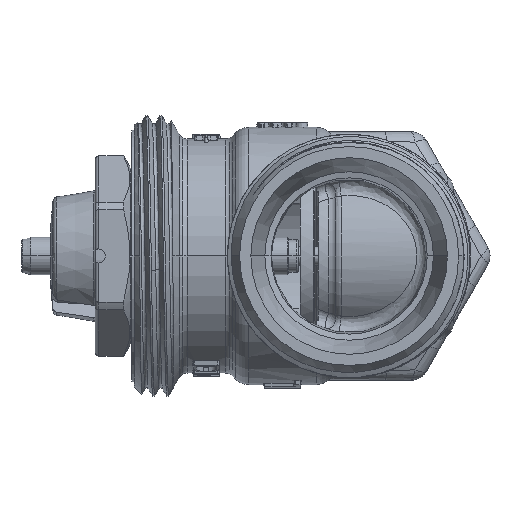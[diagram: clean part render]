
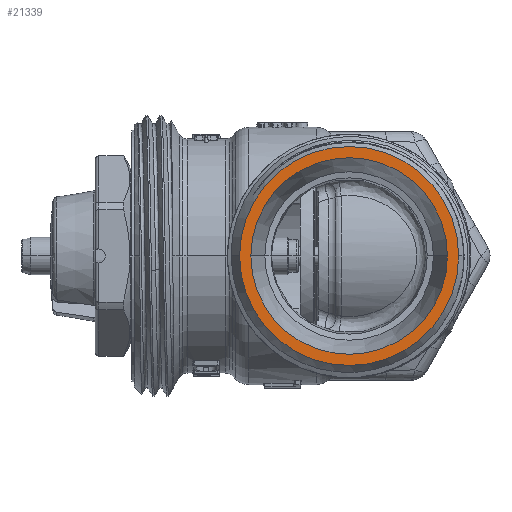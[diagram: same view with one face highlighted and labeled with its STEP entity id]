
A CAD part, left-side view. The second image highlights one B-rep face of the part: STEP entity #21339.
In plain terms, the highlighted planar face has unit normal (-1, 0, 0).
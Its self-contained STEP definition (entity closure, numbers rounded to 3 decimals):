
#4148=CARTESIAN_POINT('',(-24.4,0.,0.));
#4149=DIRECTION('',(-1.,0.,0.));
#4150=DIRECTION('',(0.,1.,0.));
#4151=AXIS2_PLACEMENT_3D('',#4148,#4149,#4150);
#4153=CARTESIAN_POINT('',(-24.4,0.,0.));
#4154=DIRECTION('',(-1.,0.,0.));
#4155=DIRECTION('',(0.,-1.,0.));
#4156=AXIS2_PLACEMENT_3D('',#4153,#4154,#4155);
#4158=CARTESIAN_POINT('',(-24.4,0.,0.));
#4159=DIRECTION('',(1.,0.,0.));
#4160=DIRECTION('',(0.,1.,0.));
#4161=AXIS2_PLACEMENT_3D('',#4158,#4159,#4160);
#4163=CARTESIAN_POINT('',(-24.4,0.,0.));
#4164=DIRECTION('',(1.,0.,0.));
#4165=DIRECTION('',(0.,-1.,0.));
#4166=AXIS2_PLACEMENT_3D('',#4163,#4164,#4165);
#16431=CARTESIAN_POINT('',(-24.4,10.5,0.));
#16433=VERTEX_POINT('',#16431);
#16435=CARTESIAN_POINT('',(-24.4,-10.5,0.));
#16437=VERTEX_POINT('',#16435);
#17045=CARTESIAN_POINT('',(-24.4,11.7,0.));
#17046=CARTESIAN_POINT('',(-24.4,-11.7,0.));
#17047=VERTEX_POINT('',#17045);
#17048=VERTEX_POINT('',#17046);
#21323=CARTESIAN_POINT('',(-24.4,11.7,0.));
#21324=DIRECTION('',(1.,0.,0.));
#21325=DIRECTION('',(0.,-1.,0.));
#21326=AXIS2_PLACEMENT_3D('',#21323,#21324,#21325);
#21327=PLANE('',#21326);
#21329=ORIENTED_EDGE('',*,*,#21328,.F.);
#21331=ORIENTED_EDGE('',*,*,#21330,.F.);
#21332=EDGE_LOOP('',(#21329,#21331));
#21333=FACE_OUTER_BOUND('',#21332,.F.);
#21334=ORIENTED_EDGE('',*,*,#21313,.F.);
#21336=ORIENTED_EDGE('',*,*,#21335,.F.);
#21337=EDGE_LOOP('',(#21334,#21336));
#21338=FACE_BOUND('',#21337,.F.);
#21339=ADVANCED_FACE('',(#21333,#21338),#21327,.F.);
#4152=CIRCLE('',#4151,11.7);
#4157=CIRCLE('',#4156,11.7);
#4162=CIRCLE('',#4161,10.5);
#4167=CIRCLE('',#4166,10.5);
#21313=EDGE_CURVE('',#16433,#16437,#4162,.T.);
#21328=EDGE_CURVE('',#17047,#17048,#4152,.T.);
#21330=EDGE_CURVE('',#17048,#17047,#4157,.T.);
#21335=EDGE_CURVE('',#16437,#16433,#4167,.T.);
